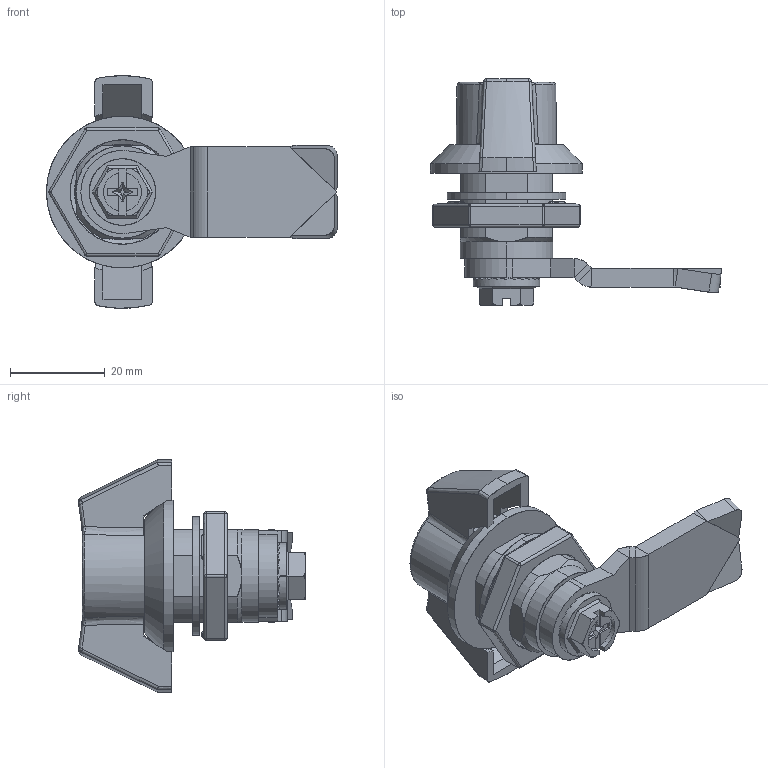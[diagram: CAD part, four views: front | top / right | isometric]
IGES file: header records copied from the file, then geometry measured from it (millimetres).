
Start section: SolidWorks IGES file using analytic representation for surfaces
Global section: file name: 'B'DMLK7-WL2-MR2.IGS; native system: SolidWorks 2017; preprocessor: SolidWorks 2017; author: solidworksqc; date: 181015.161120; units: millimetre
Bounding box: 61.3 x 47.74 x 49 mm (x, y, z)
Surface area: 11386.8 mm2 (no closed solid volume)
Topology: 0 solids, 0 shells, 302 faces, 3183 edges, 3161 vertices
Faces by surface type: bspline 192, revolution 110
